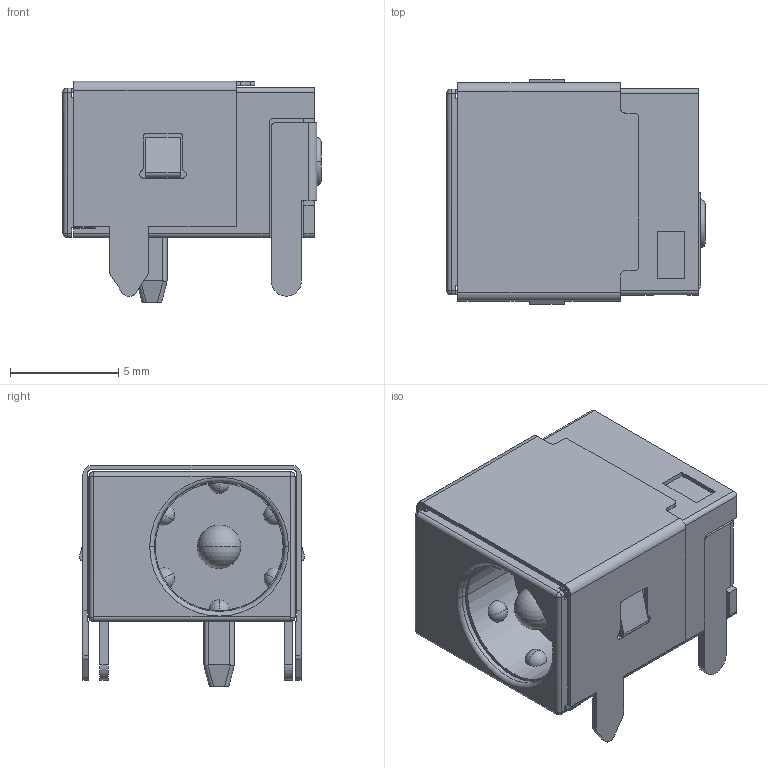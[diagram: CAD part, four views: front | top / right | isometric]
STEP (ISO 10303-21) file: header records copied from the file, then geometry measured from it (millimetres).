
FILE_DESCRIPTION (( 'STEP AP214' ), '1' );
FILE_NAME ('DC-044A-20A.STEP', '2023-04-03T03:35:14', ( '' ), ( '' ), 'SwSTEP 2.0', 'SolidWorks 2019', '' );
FILE_SCHEMA (( 'AUTOMOTIVE_DESIGN' ));
Length unit declared in the file: millimetre
Products named in the file (1): DC-044A-20A
Bounding box: 11.9 x 10.36 x 10.2 mm (x, y, z)
Volume: 663.6 mm3; surface area: 1290.2 mm2
Topology: 6 solids, 6 shells, 277 faces, 736 edges, 487 vertices
Faces by surface type: plane 180, cylinder 73, sphere 14, torus 6, bspline 4
Entity records: 10546 total; most frequent: CARTESIAN_POINT 2243, ORIENTED_EDGE 1464, DIRECTION 1369, EDGE_CURVE 732, LINE 531, VECTOR 531, VERTEX_POINT 485, AXIS2_PLACEMENT_3D 419
